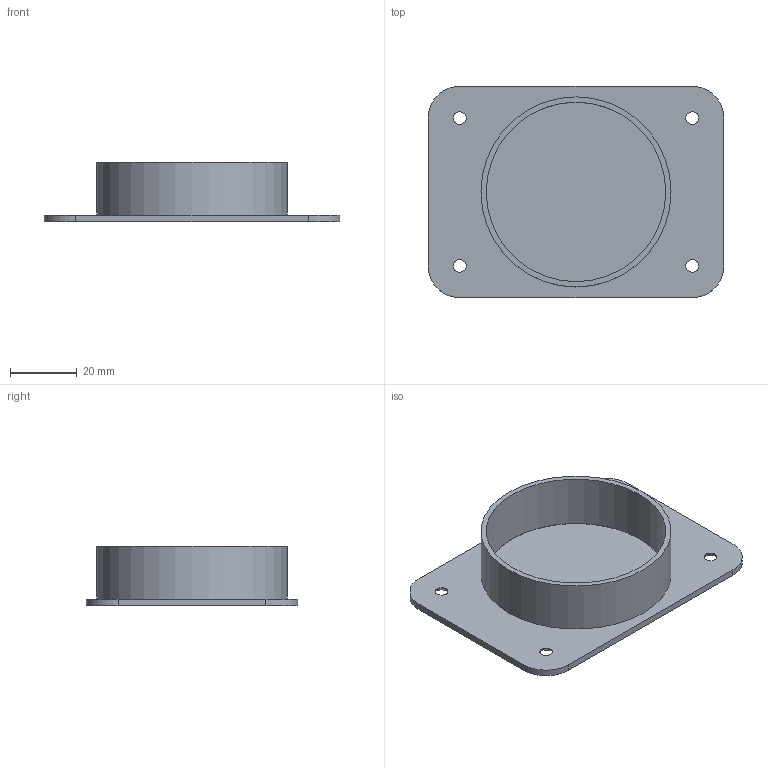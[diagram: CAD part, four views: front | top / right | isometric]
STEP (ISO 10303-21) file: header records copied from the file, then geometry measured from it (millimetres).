
FILE_DESCRIPTION(/* description */ ('STEP AP242','CAx-IF Rec.Pracs.---Representation and Presentation of Product Manufacturing Information (PMI)---4.0---2014-10-13','CAx-IF Rec.Pracs.---3D Tessellated Geometry---0.4---2014-09-14','2;1'),/* implementation_level */ '2;1');
FILE_NAME(/* name */ '66993ccfa0b5fe55253065d1',/* time_stamp */ '2024-07-18T16:03:28Z',/* author */ (''),/* organization */ (''),/* preprocessor_version */ 'ST-DEVELOPER v20',/* originating_system */ ' ',/* authorisation */ ' ');
FILE_SCHEMA (('AP242_MANAGED_MODEL_BASED_3D_ENGINEERING_MIM_LF { 1 0 10303 442 1 1 4 }'));
Length unit declared in the file: metre
Products named in the file (2): Part 2; Speaker Grill
Bounding box: 88.9 x 63.5 x 17.91 mm (x, y, z)
Volume: 14648.1 mm3; surface area: 18185.3 mm2
Topology: 2 solids, 2 shells, 26 faces, 57 edges, 36 vertices
Faces by surface type: cylinder 11, plane 9, cone 4, torus 2
Full cylindrical faces by diameter (mm): 3.81 x4, 53.975 x2, 57.15 x1
Entity records: 724 total; most frequent: DIRECTION 128, CARTESIAN_POINT 108, ORIENTED_EDGE 88, AXIS2_PLACEMENT_3D 56, EDGE_LOOP 50, FACE_BOUND 50, EDGE_CURVE 44, VERTEX_POINT 36
